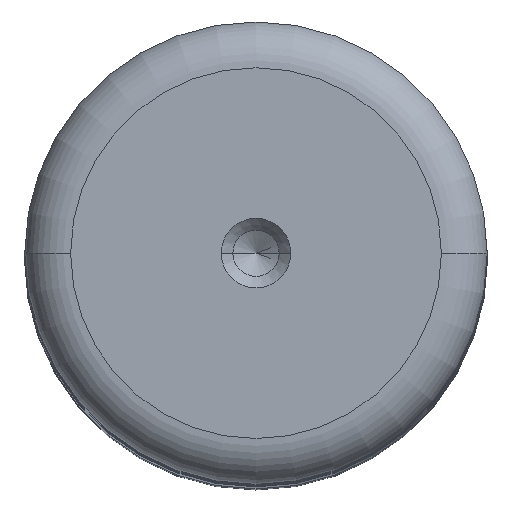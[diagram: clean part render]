
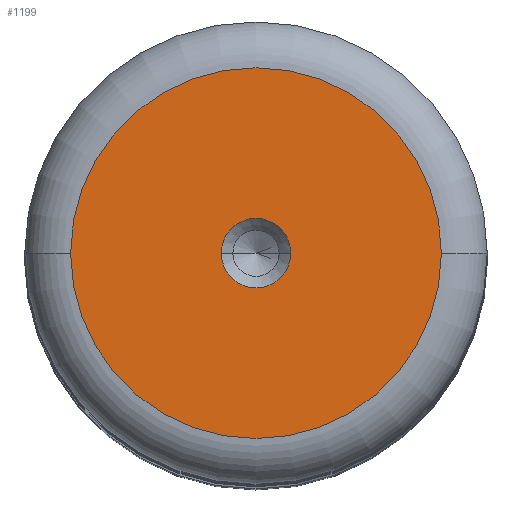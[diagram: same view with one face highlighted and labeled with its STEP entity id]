
A CAD part, top view. The second image highlights one B-rep face of the part: STEP entity #1199.
In plain terms, the highlighted planar face has unit normal (0, 0, 1).
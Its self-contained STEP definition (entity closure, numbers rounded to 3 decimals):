
#87 = DIRECTION ( 'NONE',  ( 1., 0., 0. ) ) ;
#122 = CARTESIAN_POINT ( 'NONE',  ( 0., 0., 130. ) ) ;
#137 = EDGE_LOOP ( 'NONE', ( #328, #1888 ) ) ;
#186 = CIRCLE ( 'NONE', #688, 1.5 ) ;
#293 = CARTESIAN_POINT ( 'NONE',  ( 0., 0., 130. ) ) ;
#328 = ORIENTED_EDGE ( 'NONE', *, *, #2052, .F. ) ;
#331 = VERTEX_POINT ( 'NONE', #1163 ) ;
#418 = AXIS2_PLACEMENT_3D ( 'NONE', #293, #1678, #491 ) ;
#448 = CARTESIAN_POINT ( 'NONE',  ( -1.5, 0., 130. ) ) ;
#491 = DIRECTION ( 'NONE',  ( 1., 0., 0. ) ) ;
#521 = DIRECTION ( 'NONE',  ( 0., 0., 1. ) ) ;
#572 = EDGE_CURVE ( 'NONE', #1379, #331, #2266, .T. ) ;
#611 = VERTEX_POINT ( 'NONE', #2312 ) ;
#688 = AXIS2_PLACEMENT_3D ( 'NONE', #2061, #893, #2253 ) ;
#771 = CIRCLE ( 'NONE', #418, 1.5 ) ;
#893 = DIRECTION ( 'NONE',  ( 0., 0., 1. ) ) ;
#900 = EDGE_CURVE ( 'NONE', #331, #1379, #2380, .T. ) ;
#908 = PLANE ( 'NONE',  #1795 ) ;
#941 = AXIS2_PLACEMENT_3D ( 'NONE', #953, #2306, #1139 ) ;
#951 = ORIENTED_EDGE ( 'NONE', *, *, #572, .T. ) ;
#953 = CARTESIAN_POINT ( 'NONE',  ( 0., 0., 130. ) ) ;
#1139 = DIRECTION ( 'NONE',  ( 1., 0., 0. ) ) ;
#1163 = CARTESIAN_POINT ( 'NONE',  ( 8.013, 0., 130. ) ) ;
#1199 = ADVANCED_FACE ( 'NONE', ( #1331, #1783 ), #908, .T. ) ;
#1255 = DIRECTION ( 'NONE',  ( 0., 0., 1. ) ) ;
#1329 = AXIS2_PLACEMENT_3D ( 'NONE', #2421, #1255, #87 ) ;
#1331 = FACE_BOUND ( 'NONE', #137, .T. ) ;
#1379 = VERTEX_POINT ( 'NONE', #2397 ) ;
#1454 = ORIENTED_EDGE ( 'NONE', *, *, #900, .T. ) ;
#1678 = DIRECTION ( 'NONE',  ( 0., 0., 1. ) ) ;
#1783 = FACE_OUTER_BOUND ( 'NONE', #1893, .T. ) ;
#1795 = AXIS2_PLACEMENT_3D ( 'NONE', #122, #521, #1892 ) ;
#1888 = ORIENTED_EDGE ( 'NONE', *, *, #2044, .F. ) ;
#1892 = DIRECTION ( 'NONE',  ( 1., 0., 0. ) ) ;
#1893 = EDGE_LOOP ( 'NONE', ( #1454, #951 ) ) ;
#2044 = EDGE_CURVE ( 'NONE', #2298, #611, #771, .T. ) ;
#2052 = EDGE_CURVE ( 'NONE', #611, #2298, #186, .T. ) ;
#2061 = CARTESIAN_POINT ( 'NONE',  ( 0., 0., 130. ) ) ;
#2253 = DIRECTION ( 'NONE',  ( 1., 0., 0. ) ) ;
#2266 = CIRCLE ( 'NONE', #941, 8.013 ) ;
#2298 = VERTEX_POINT ( 'NONE', #448 ) ;
#2306 = DIRECTION ( 'NONE',  ( 0., 0., 1. ) ) ;
#2312 = CARTESIAN_POINT ( 'NONE',  ( 1.5, 0., 130. ) ) ;
#2380 = CIRCLE ( 'NONE', #1329, 8.013 ) ;
#2397 = CARTESIAN_POINT ( 'NONE',  ( -8.013, 0., 130. ) ) ;
#2421 = CARTESIAN_POINT ( 'NONE',  ( 0., 0., 130. ) ) ;
